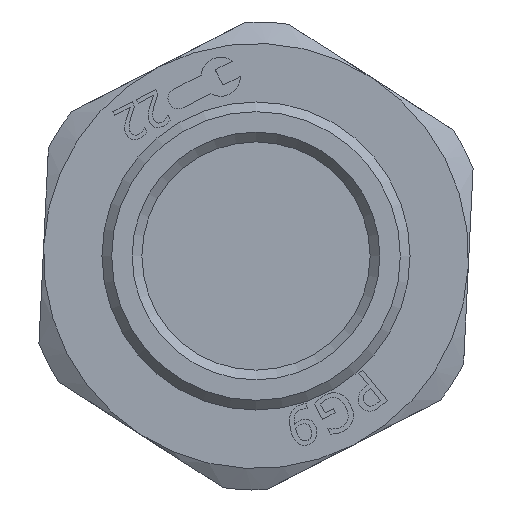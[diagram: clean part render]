
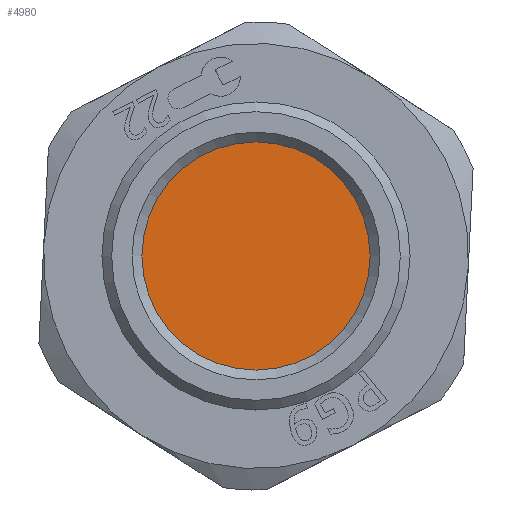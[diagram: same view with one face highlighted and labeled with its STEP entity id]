
A CAD part, front view. The second image highlights one B-rep face of the part: STEP entity #4980.
In plain terms, the highlighted planar face has unit normal (0, -1, 0).
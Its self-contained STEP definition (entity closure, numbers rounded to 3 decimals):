
#166=PLANE('',#5293);
#327=FACE_OUTER_BOUND('',#604,.T.);
#604=EDGE_LOOP('',(#3264));
#901=CIRCLE('',#5294,5.85);
#2015=VERTEX_POINT('',#14761);
#2512=EDGE_CURVE('',#2015,#2015,#901,.T.);
#3264=ORIENTED_EDGE('',*,*,#2512,.F.);
#4980=ADVANCED_FACE('',(#327),#166,.T.);
#5293=AXIS2_PLACEMENT_3D('',#14760,#5612,#5613);
#5294=AXIS2_PLACEMENT_3D('',#14762,#5614,#5615);
#5612=DIRECTION('center_axis',(0.,-1.,0.));
#5613=DIRECTION('ref_axis',(0.,0.,-1.));
#5614=DIRECTION('center_axis',(0.,1.,0.));
#5615=DIRECTION('ref_axis',(-1.,0.,0.));
#14760=CARTESIAN_POINT('Origin',(0.,0.8,0.));
#14761=CARTESIAN_POINT('',(5.85,0.8,0.));
#14762=CARTESIAN_POINT('Origin',(0.,0.8,0.));
